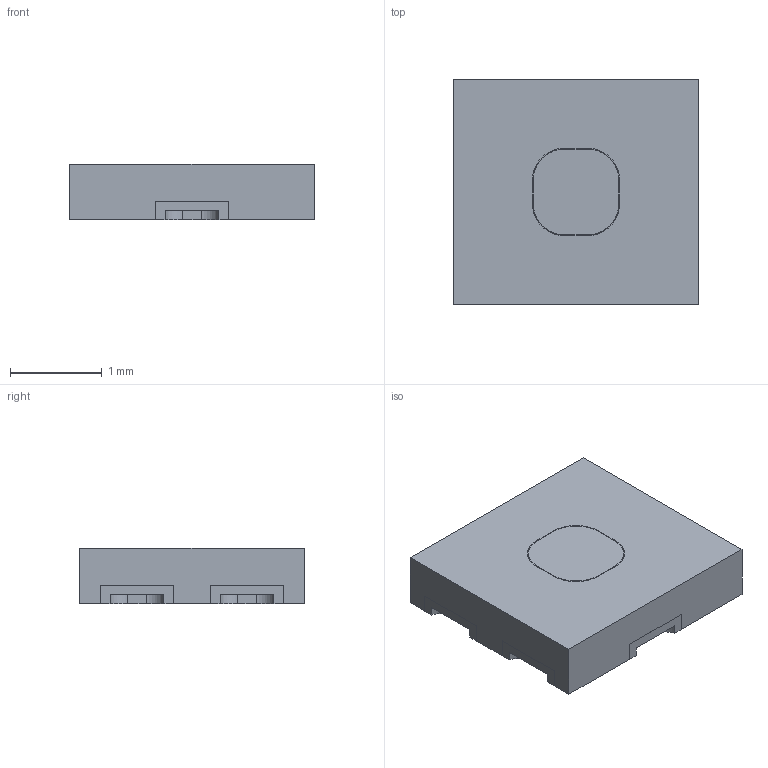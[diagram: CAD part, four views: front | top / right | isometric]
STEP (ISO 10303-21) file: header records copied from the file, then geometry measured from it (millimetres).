
FILE_DESCRIPTION(/* description */ ('','CAx-IF Rec.Pracs.---Representation and Presentation of Product Manufacturing Information (PMI)---4.0---2014-10-13'),/* implementation_level */ '2;1');
FILE_NAME(/* name */ 'VEML6031_6046.stp',/* time_stamp */ '2021-01-13T10:16:36+01:00',/* author */ ('akamay'),/* organization */ (''),/* preprocessor_version */ 'ST-DEVELOPER v17.2',/* originating_system */ 'Autodesk Inventor 2019',/* authorisation */ '');
FILE_SCHEMA (('AP242_MANAGED_MODEL_BASED_3D_ENGINEERING_MIM_LF { 1 0 10303 442 1 1 4 }'));
Length unit declared in the file: millimetre
Products named in the file (1): AK-3.0021.30
Bounding box: 2.67 x 2.45 x 0.6 mm (x, y, z)
Volume: 3.9 mm3; surface area: 19.3 mm2
Topology: 1 solids, 1 shells, 99 faces, 416 edges, 448 vertices
Faces by surface type: plane 75, cylinder 20, torus 4
Entity records: 3953 total; most frequent: CARTESIAN_POINT 856, ORIENTED_EDGE 576, DIRECTION 576, EDGE_CURVE 288, LINE 240, VECTOR 240, VERTEX_POINT 192, AXIS2_PLACEMENT_3D 168
